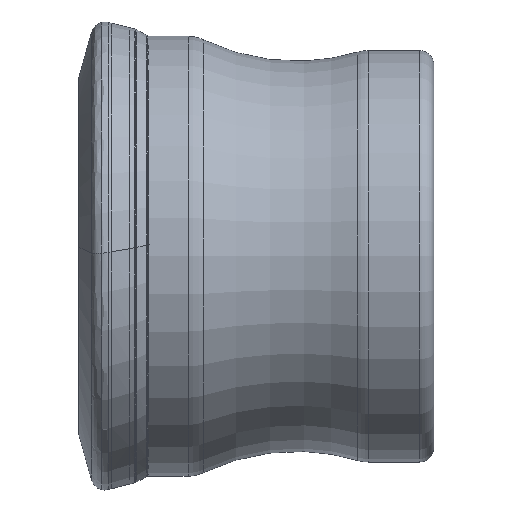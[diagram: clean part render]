
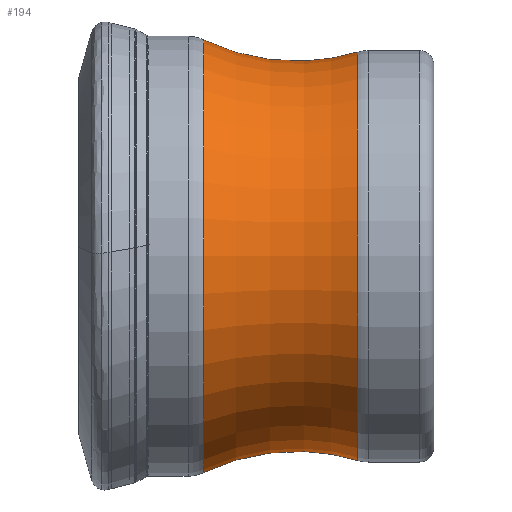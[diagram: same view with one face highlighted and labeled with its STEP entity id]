
A CAD part, front view. The second image highlights one B-rep face of the part: STEP entity #194.
In plain terms, the highlighted toroidal (fillet/blend) face has major radius 57.5 mm and minor radius 30 mm.
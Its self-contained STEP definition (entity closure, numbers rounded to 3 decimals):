
#41=TOROIDAL_SURFACE('',#1401,57.5,30.);
#51=FACE_BOUND('',#448,.T.);
#52=FACE_BOUND('',#449,.T.);
#194=ADVANCED_FACE('',(#51,#52),#41,.F.);
#448=EDGE_LOOP('',(#886));
#449=EDGE_LOOP('',(#887));
#557=CIRCLE('',#1398,30.5);
#558=CIRCLE('',#1400,28.786);
#886=ORIENTED_EDGE('',*,*,#1167,.F.);
#887=ORIENTED_EDGE('',*,*,#1168,.T.);
#995=VERTEX_POINT('',#3024);
#996=VERTEX_POINT('',#3027);
#1167=EDGE_CURVE('',#995,#995,#557,.T.);
#1168=EDGE_CURVE('',#996,#996,#558,.T.);
#1398=AXIS2_PLACEMENT_3D('',#3023,#1676,#1677);
#1400=AXIS2_PLACEMENT_3D('',#3026,#1680,#1681);
#1401=AXIS2_PLACEMENT_3D('',#3028,#1682,#1683);
#1676=DIRECTION('',(-1.,0.,0.));
#1677=DIRECTION('',(0.,0.,1.));
#1680=DIRECTION('',(-1.,0.,0.));
#1681=DIRECTION('',(0.,0.,1.));
#1682=DIRECTION('',(-1.,0.,0.));
#1683=DIRECTION('',(0.,0.,1.));
#3023=CARTESIAN_POINT('',(17.556,0.,0.));
#3024=CARTESIAN_POINT('',(17.556,0.,30.5));
#3026=CARTESIAN_POINT('',(39.321,0.,0.));
#3027=CARTESIAN_POINT('',(39.321,0.,28.786));
#3028=CARTESIAN_POINT('',(30.633,0.,0.));
